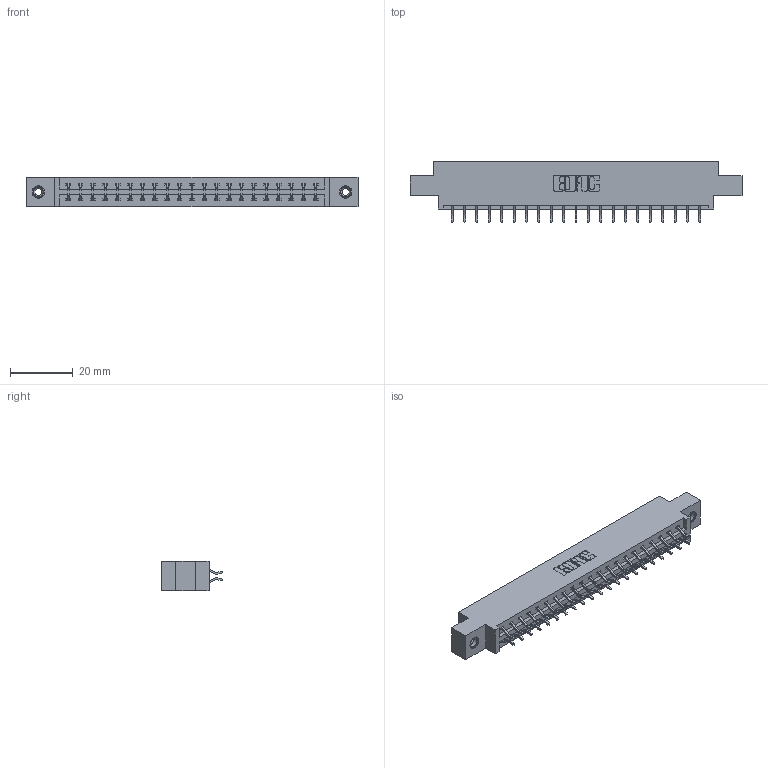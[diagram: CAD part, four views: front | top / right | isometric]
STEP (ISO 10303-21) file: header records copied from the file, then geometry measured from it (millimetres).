
FILE_DESCRIPTION (( 'STEP AP203' ), '1' );
FILE_NAME ('337-042-556-808.STEP', '2019-10-11T13:05:10', ( '' ), ( '' ), 'SwSTEP 2.0', 'SolidWorks 2016', '' );
FILE_SCHEMA (( 'CONFIG_CONTROL_DESIGN' ));
Length unit declared in the file: inch
Products named in the file (4): 337-042-556-808; 345-250-001_345-250-003-102; 345-292-001_556 Tail; 337 Part_0.170 Offset - 0.156 Dia-TI
Assembly tree (45 placements, depth 2):
  337-042-556-808
    337 Part_0.170 Offset - 0.156 Dia-TI
    345-292-001_556 Tail  x42
    345-250-001_345-250-003-102  x2
Bounding box: 106.22 x 19.57 x 9.4 mm (x, y, z)
Volume: 10789.4 mm3; surface area: 12080.9 mm2
Topology: 45 solids, 45 shells, 2698 faces, 7977 edges, 5254 vertices
Faces by surface type: plane 1870, cylinder 812, cone 12, torus 4
Entity records: 20536 total; most frequent: CARTESIAN_POINT 3473, ORIENTED_EDGE 3390, DIRECTION 3013, EDGE_CURVE 1695, VECTOR 1539, LINE 1539, VERTEX_POINT 1124, AXIS2_PLACEMENT_3D 737
